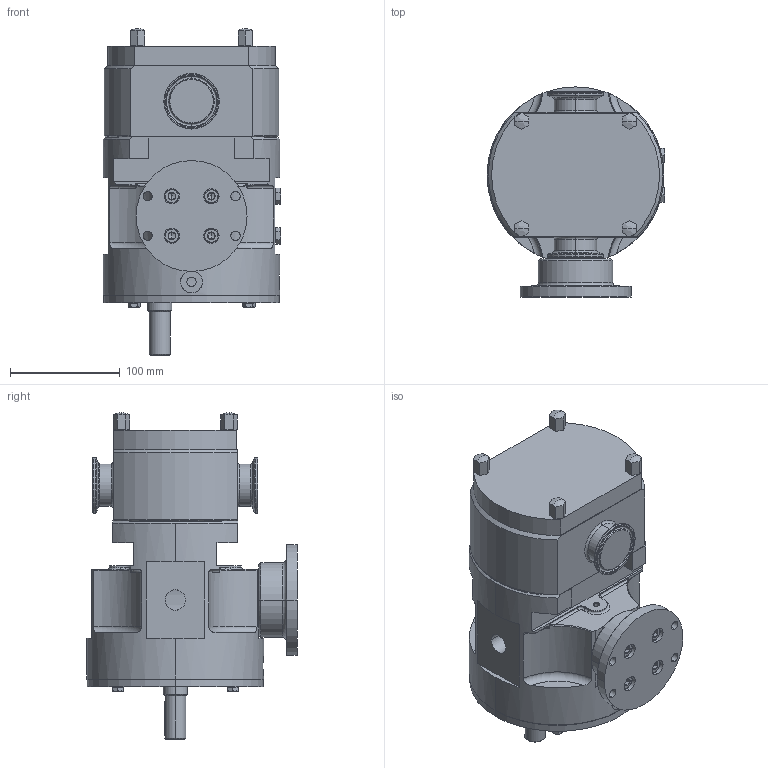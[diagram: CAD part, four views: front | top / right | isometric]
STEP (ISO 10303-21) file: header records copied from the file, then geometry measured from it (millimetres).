
FILE_DESCRIPTION((''),'2;1');
FILE_NAME('FL2S58L_SW0005','2023-01-18T13:34:11',('DS'),(''),'CREO PARAMETRIC BY PTC INC, 2022281','CREO PARAMETRIC BY PTC INC, 2022281','');
FILE_SCHEMA(('CONFIG_CONTROL_DESIGN'));
Length unit declared in the file: millimetre
Products named in the file (1): FL2S58L_SW0005
Bounding box: 161.8 x 191.5 x 297.74 mm (x, y, z)
Volume: 4070543.6 mm3; surface area: 227124.2 mm2
Topology: 1 solids, 2 shells, 627 faces, 1485 edges, 889 vertices
Faces by surface type: plane 229, cylinder 166, cone 130, torus 70, bspline 32
Entity records: 21653 total; most frequent: CARTESIAN_POINT 7545, DIRECTION 2971, ORIENTED_EDGE 2902, EDGE_CURVE 1451, AXIS2_PLACEMENT_3D 1213, VERTEX_POINT 889, EDGE_LOOP 708, FACE_OUTER_BOUND 627
